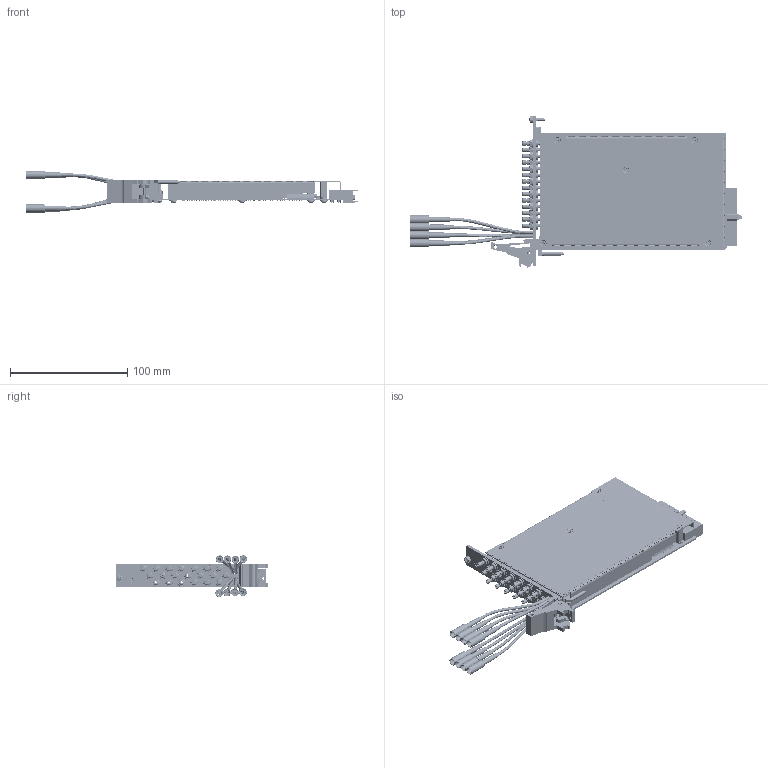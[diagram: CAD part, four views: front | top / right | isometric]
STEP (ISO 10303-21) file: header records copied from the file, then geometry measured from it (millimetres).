
FILE_DESCRIPTION (( 'STEP AP214' ), '1' );
FILE_NAME ('40-726A-511-L PXI 12x8 RF Matrix 50 OHM SMB assembly.STEP', '2013-09-05T08:17:03', ( 'admin' ), ( '' ), 'SwSTEP 2.0', 'SolidWorks 2012', '' );
FILE_SCHEMA (( 'AUTOMOTIVE_DESIGN' ));
Length unit declared in the file: millimetre
Products named in the file (1): 40-726A-511-L PXI 12x8 RF Matrix 50 OHM SMB assembly
Bounding box: 283.38 x 129.66 x 35.76 mm (x, y, z)
Surface area: 129367.8 mm2 (no closed solid volume)
Topology: 0 solids, 1475 shells, 4651 faces, 16220 edges, 12324 vertices
Faces by surface type: plane 2487, cylinder 1864, cone 134, bspline 79, torus 72, sphere 15
Full cylindrical faces by diameter (mm): 0.3 x2, 0.4 x5, 0.5 x893, 0.6 x110, 0.7 x1, 0.762 x57, 0.784 x1, 0.837 x1, 1.524 x41, 2 x31, 2.05 x2, 2.2 x7, 2.497 x1, 2.5 x1, 2.6 x36, 2.7 x2, 2.75 x7, 2.8 x1, 3 x3, 3.291 x20, 3.7 x48, 4.2 x8, 4.3 x8, 4.7 x6, 4.85 x5, 5 x1, 5.3 x1, 5.4 x8, 5.878 x1, 6 x5
Entity records: 216918 total; most frequent: CARTESIAN_POINT 40053, DIRECTION 26770, ORIENTED_EDGE 18370, EDGE_CURVE 13553, VERTEX_POINT 11238, AXIS2_PLACEMENT_3D 9389, LINE 7992, VECTOR 7992
